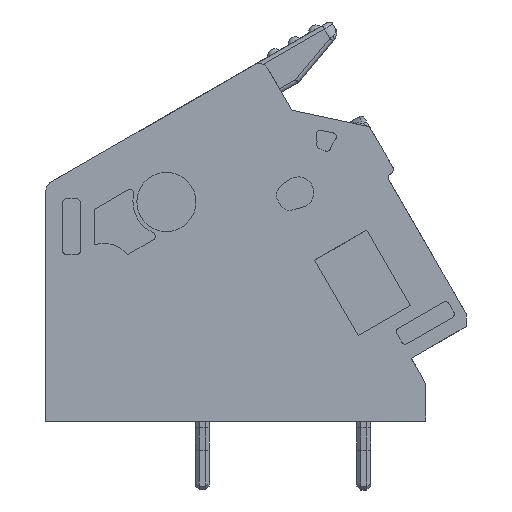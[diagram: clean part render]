
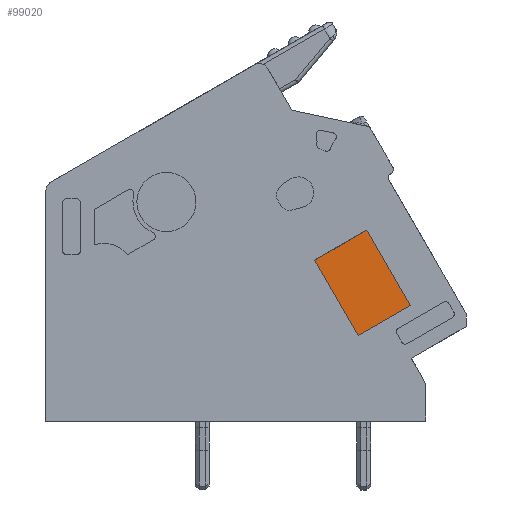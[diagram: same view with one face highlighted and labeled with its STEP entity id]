
A CAD part, left-side view. The second image highlights one B-rep face of the part: STEP entity #99020.
In plain terms, the highlighted planar face has unit normal (-1, 0, 0).
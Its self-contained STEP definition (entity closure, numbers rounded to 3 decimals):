
#98630=CARTESIAN_POINT('',(57.63,36.366,
34.717));
#98640=DIRECTION('',(-1.,0.,0.));
#98650=DIRECTION('',(0.,-1.,0.));
#98660=AXIS2_PLACEMENT_3D('',#98630,#98640,#98650);
#98670=PLANE('',#98660);
#98680=CARTESIAN_POINT('',(57.63,28.799,
25.734));
#98690=DIRECTION('',(0.,-1.,0.));
#98700=VECTOR('',#98690,1.);
#98710=LINE('',#98680,#98700);
#98720=CARTESIAN_POINT('',(57.63,28.799,
25.734));
#98730=VERTEX_POINT('',#98720);
#98740=CARTESIAN_POINT('',(57.63,25.736,
25.734));
#98750=VERTEX_POINT('',#98740);
#98760=EDGE_CURVE('',#98730,#98750,#98710,.T.);
#98770=ORIENTED_EDGE('',*,*,#98760,.F.);
#98780=CARTESIAN_POINT('',(57.63,25.736,
25.734));
#98790=DIRECTION('',(0.,0.,-1.));
#98800=VECTOR('',#98790,1.);
#98810=LINE('',#98780,#98800);
#98820=CARTESIAN_POINT('',(57.63,25.736,
21.317));
#98830=VERTEX_POINT('',#98820);
#98840=EDGE_CURVE('',#98750,#98830,#98810,.T.);
#98850=ORIENTED_EDGE('',*,*,#98840,.F.);
#98860=CARTESIAN_POINT('',(57.63,25.736,
21.317));
#98870=DIRECTION('',(0.,1.,0.));
#98880=VECTOR('',#98870,1.);
#98890=LINE('',#98860,#98880);
#98900=CARTESIAN_POINT('',(57.63,28.799,
21.317));
#98910=VERTEX_POINT('',#98900);
#98920=EDGE_CURVE('',#98830,#98910,#98890,.T.);
#98930=ORIENTED_EDGE('',*,*,#98920,.F.);
#98940=CARTESIAN_POINT('',(57.63,28.799,
21.485));
#98950=DIRECTION('',(0.,0.,1.));
#98960=VECTOR('',#98950,1.);
#98970=LINE('',#98940,#98960);
#98980=EDGE_CURVE('',#98910,#98730,#98970,.T.);
#98990=ORIENTED_EDGE('',*,*,#98980,.F.);
#99000=EDGE_LOOP('',(#98990,#98930,#98850,#98770));
#99010=FACE_OUTER_BOUND('',#99000,.T.);
#99020=ADVANCED_FACE('',(#99010),#98670,.T.);
